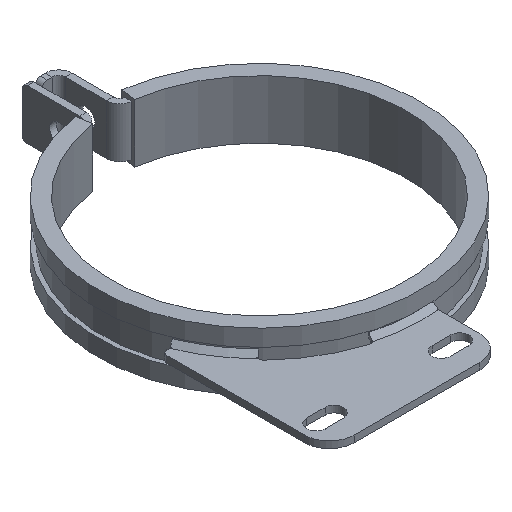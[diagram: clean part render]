
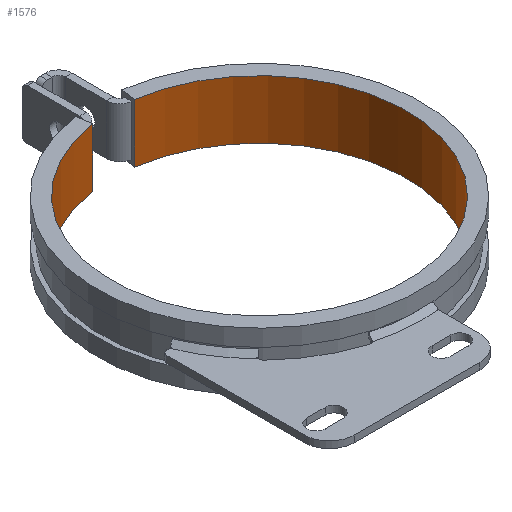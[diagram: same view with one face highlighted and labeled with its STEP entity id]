
A CAD part, isometric view. The second image highlights one B-rep face of the part: STEP entity #1576.
In plain terms, the highlighted cylindrical face has radius 88 mm (diameter 176 mm), a partial arc.
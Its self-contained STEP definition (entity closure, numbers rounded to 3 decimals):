
#131=CIRCLE('',#1804,88.);
#142=CIRCLE('',#1825,88.);
#178=CYLINDRICAL_SURFACE('',#1826,88.);
#270=FACE_OUTER_BOUND('',#374,.T.);
#374=EDGE_LOOP('',(#1403,#1404,#1405,#1406));
#513=LINE('',#2780,#651);
#514=LINE('',#2781,#652);
#651=VECTOR('',#2321,10.);
#652=VECTOR('',#2322,10.);
#766=VERTEX_POINT('',#2712);
#767=VERTEX_POINT('',#2714);
#787=VERTEX_POINT('',#2774);
#788=VERTEX_POINT('',#2776);
#968=EDGE_CURVE('',#766,#767,#131,.T.);
#1000=EDGE_CURVE('',#787,#788,#142,.T.);
#1001=EDGE_CURVE('',#766,#787,#513,.T.);
#1002=EDGE_CURVE('',#767,#788,#514,.T.);
#1403=ORIENTED_EDGE('',*,*,#1001,.T.);
#1404=ORIENTED_EDGE('',*,*,#1000,.T.);
#1405=ORIENTED_EDGE('',*,*,#1002,.F.);
#1406=ORIENTED_EDGE('',*,*,#968,.F.);
#1576=ADVANCED_FACE('',(#270),#178,.F.);
#1804=AXIS2_PLACEMENT_3D('',#2715,#2254,#2255);
#1825=AXIS2_PLACEMENT_3D('',#2778,#2317,#2318);
#1826=AXIS2_PLACEMENT_3D('',#2779,#2319,#2320);
#2254=DIRECTION('center_axis',(0.,0.,
1.));
#2255=DIRECTION('ref_axis',(-0.142,0.99,0.));
#2317=DIRECTION('center_axis',(0.,0.,
1.));
#2318=DIRECTION('ref_axis',(-0.142,0.99,0.));
#2319=DIRECTION('center_axis',(0.,0.,1.));
#2320=DIRECTION('ref_axis',(-0.142,0.99,0.));
#2321=DIRECTION('',(0.,0.,1.));
#2322=DIRECTION('',(0.,0.,1.));
#2712=CARTESIAN_POINT('',(-12.5,87.108,-17.5));
#2714=CARTESIAN_POINT('',(12.5,87.108,-17.5));
#2715=CARTESIAN_POINT('Origin',(0.,0.,
-17.5));
#2774=CARTESIAN_POINT('',(-12.5,87.108,17.5));
#2776=CARTESIAN_POINT('',(12.5,87.108,17.5));
#2778=CARTESIAN_POINT('Origin',(0.,0.,
17.5));
#2779=CARTESIAN_POINT('Origin',(0.,0.,8.75));
#2780=CARTESIAN_POINT('',(-12.5,87.108,-17.5));
#2781=CARTESIAN_POINT('',(12.5,87.108,-17.5));
